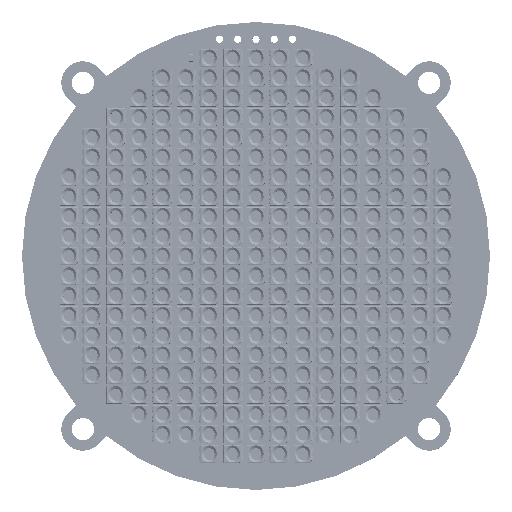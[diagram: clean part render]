
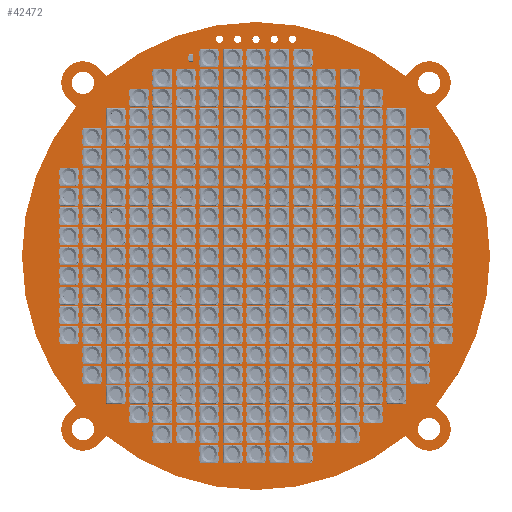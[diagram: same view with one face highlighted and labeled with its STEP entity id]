
A CAD part, top view. The second image highlights one B-rep face of the part: STEP entity #42472.
In plain terms, the highlighted planar face has unit normal (0, 0, 1).
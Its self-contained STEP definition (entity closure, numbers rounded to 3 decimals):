
#42156 = VERTEX_POINT('',#42157);
#42157 = CARTESIAN_POINT('',(-20.762,25.004,1.51));
#42163 = EDGE_CURVE('',#42156,#42164,#42166,.T.);
#42164 = VERTEX_POINT('',#42165);
#42165 = CARTESIAN_POINT('',(20.762,25.004,1.51));
#42166 = CIRCLE('',#42167,32.5);
#42167 = AXIS2_PLACEMENT_3D('',#42168,#42169,#42170);
#42168 = CARTESIAN_POINT('',(0.,0.,1.51)
  );
#42169 = DIRECTION('',(0.,0.,-1.));
#42170 = DIRECTION('',(-0.639,0.769,0.));
#42198 = VERTEX_POINT('',#42199);
#42199 = CARTESIAN_POINT('',(-21.92,26.163,1.51));
#42205 = EDGE_CURVE('',#42198,#42156,#42206,.T.);
#42206 = LINE('',#42207,#42208);
#42207 = CARTESIAN_POINT('',(-21.92,26.163,1.51));
#42208 = VECTOR('',#42209,1.);
#42209 = DIRECTION('',(0.707,-0.707,0.));
#42227 = EDGE_CURVE('',#42164,#42228,#42230,.T.);
#42228 = VERTEX_POINT('',#42229);
#42229 = CARTESIAN_POINT('',(21.92,26.163,1.51));
#42230 = LINE('',#42231,#42232);
#42231 = CARTESIAN_POINT('',(20.762,25.004,1.51));
#42232 = VECTOR('',#42233,1.);
#42233 = DIRECTION('',(0.707,0.707,0.));
#42472 = ADVANCED_FACE('',(#42473,#42587,#42598,#42609,#42620,#42631,
    #42642,#42653,#42664,#42675),#42686,.T.);
#42473 = FACE_BOUND('',#42474,.T.);
#42474 = EDGE_LOOP('',(#42475,#42476,#42477,#42486,#42494,#42503,#42511,
    #42520,#42528,#42537,#42545,#42554,#42562,#42571,#42579,#42586));
#42475 = ORIENTED_EDGE('',*,*,#42163,.F.);
#42476 = ORIENTED_EDGE('',*,*,#42205,.F.);
#42477 = ORIENTED_EDGE('',*,*,#42478,.F.);
#42478 = EDGE_CURVE('',#42479,#42198,#42481,.T.);
#42479 = VERTEX_POINT('',#42480);
#42480 = CARTESIAN_POINT('',(-26.163,21.92,1.51));
#42481 = CIRCLE('',#42482,3.);
#42482 = AXIS2_PLACEMENT_3D('',#42483,#42484,#42485);
#42483 = CARTESIAN_POINT('',(-24.042,24.042,1.51));
#42484 = DIRECTION('',(0.,0.,-1.));
#42485 = DIRECTION('',(-0.707,-0.707,-0.));
#42486 = ORIENTED_EDGE('',*,*,#42487,.F.);
#42487 = EDGE_CURVE('',#42488,#42479,#42490,.T.);
#42488 = VERTEX_POINT('',#42489);
#42489 = CARTESIAN_POINT('',(-25.004,20.762,1.51));
#42490 = LINE('',#42491,#42492);
#42491 = CARTESIAN_POINT('',(-25.004,20.762,1.51));
#42492 = VECTOR('',#42493,1.);
#42493 = DIRECTION('',(-0.707,0.707,0.));
#42494 = ORIENTED_EDGE('',*,*,#42495,.F.);
#42495 = EDGE_CURVE('',#42496,#42488,#42498,.T.);
#42496 = VERTEX_POINT('',#42497);
#42497 = CARTESIAN_POINT('',(-25.004,-20.762,1.51));
#42498 = CIRCLE('',#42499,32.5);
#42499 = AXIS2_PLACEMENT_3D('',#42500,#42501,#42502);
#42500 = CARTESIAN_POINT('',(0.,0.,1.51)
  );
#42501 = DIRECTION('',(0.,0.,-1.));
#42502 = DIRECTION('',(-0.769,-0.639,-0.));
#42503 = ORIENTED_EDGE('',*,*,#42504,.F.);
#42504 = EDGE_CURVE('',#42505,#42496,#42507,.T.);
#42505 = VERTEX_POINT('',#42506);
#42506 = CARTESIAN_POINT('',(-26.163,-21.92,1.51));
#42507 = LINE('',#42508,#42509);
#42508 = CARTESIAN_POINT('',(-26.163,-21.92,1.51));
#42509 = VECTOR('',#42510,1.);
#42510 = DIRECTION('',(0.707,0.707,0.));
#42511 = ORIENTED_EDGE('',*,*,#42512,.F.);
#42512 = EDGE_CURVE('',#42513,#42505,#42515,.T.);
#42513 = VERTEX_POINT('',#42514);
#42514 = CARTESIAN_POINT('',(-21.92,-26.163,1.51));
#42515 = CIRCLE('',#42516,3.);
#42516 = AXIS2_PLACEMENT_3D('',#42517,#42518,#42519);
#42517 = CARTESIAN_POINT('',(-24.042,-24.042,1.51));
#42518 = DIRECTION('',(0.,0.,-1.));
#42519 = DIRECTION('',(0.707,-0.707,0.));
#42520 = ORIENTED_EDGE('',*,*,#42521,.F.);
#42521 = EDGE_CURVE('',#42522,#42513,#42524,.T.);
#42522 = VERTEX_POINT('',#42523);
#42523 = CARTESIAN_POINT('',(-20.762,-25.004,1.51));
#42524 = LINE('',#42525,#42526);
#42525 = CARTESIAN_POINT('',(-20.762,-25.004,1.51));
#42526 = VECTOR('',#42527,1.);
#42527 = DIRECTION('',(-0.707,-0.707,0.));
#42528 = ORIENTED_EDGE('',*,*,#42529,.F.);
#42529 = EDGE_CURVE('',#42530,#42522,#42532,.T.);
#42530 = VERTEX_POINT('',#42531);
#42531 = CARTESIAN_POINT('',(20.762,-25.004,1.51));
#42532 = CIRCLE('',#42533,32.5);
#42533 = AXIS2_PLACEMENT_3D('',#42534,#42535,#42536);
#42534 = CARTESIAN_POINT('',(0.,0.,1.51
    ));
#42535 = DIRECTION('',(-0.,0.,-1.));
#42536 = DIRECTION('',(0.639,-0.769,-0.));
#42537 = ORIENTED_EDGE('',*,*,#42538,.F.);
#42538 = EDGE_CURVE('',#42539,#42530,#42541,.T.);
#42539 = VERTEX_POINT('',#42540);
#42540 = CARTESIAN_POINT('',(21.92,-26.163,1.51));
#42541 = LINE('',#42542,#42543);
#42542 = CARTESIAN_POINT('',(21.92,-26.163,1.51));
#42543 = VECTOR('',#42544,1.);
#42544 = DIRECTION('',(-0.707,0.707,0.));
#42545 = ORIENTED_EDGE('',*,*,#42546,.F.);
#42546 = EDGE_CURVE('',#42547,#42539,#42549,.T.);
#42547 = VERTEX_POINT('',#42548);
#42548 = CARTESIAN_POINT('',(26.163,-21.92,1.51));
#42549 = CIRCLE('',#42550,3.);
#42550 = AXIS2_PLACEMENT_3D('',#42551,#42552,#42553);
#42551 = CARTESIAN_POINT('',(24.042,-24.042,1.51));
#42552 = DIRECTION('',(0.,0.,-1.));
#42553 = DIRECTION('',(0.707,0.707,0.));
#42554 = ORIENTED_EDGE('',*,*,#42555,.F.);
#42555 = EDGE_CURVE('',#42556,#42547,#42558,.T.);
#42556 = VERTEX_POINT('',#42557);
#42557 = CARTESIAN_POINT('',(25.004,-20.762,1.51));
#42558 = LINE('',#42559,#42560);
#42559 = CARTESIAN_POINT('',(25.004,-20.762,1.51));
#42560 = VECTOR('',#42561,1.);
#42561 = DIRECTION('',(0.707,-0.707,0.));
#42562 = ORIENTED_EDGE('',*,*,#42563,.F.);
#42563 = EDGE_CURVE('',#42564,#42556,#42566,.T.);
#42564 = VERTEX_POINT('',#42565);
#42565 = CARTESIAN_POINT('',(25.004,20.762,1.51));
#42566 = CIRCLE('',#42567,32.5);
#42567 = AXIS2_PLACEMENT_3D('',#42568,#42569,#42570);
#42568 = CARTESIAN_POINT('',(0.,0.,1.51
    ));
#42569 = DIRECTION('',(0.,0.,-1.));
#42570 = DIRECTION('',(0.769,0.639,0.));
#42571 = ORIENTED_EDGE('',*,*,#42572,.F.);
#42572 = EDGE_CURVE('',#42573,#42564,#42575,.T.);
#42573 = VERTEX_POINT('',#42574);
#42574 = CARTESIAN_POINT('',(26.163,21.92,1.51));
#42575 = LINE('',#42576,#42577);
#42576 = CARTESIAN_POINT('',(26.163,21.92,1.51));
#42577 = VECTOR('',#42578,1.);
#42578 = DIRECTION('',(-0.707,-0.707,0.));
#42579 = ORIENTED_EDGE('',*,*,#42580,.F.);
#42580 = EDGE_CURVE('',#42228,#42573,#42581,.T.);
#42581 = CIRCLE('',#42582,3.);
#42582 = AXIS2_PLACEMENT_3D('',#42583,#42584,#42585);
#42583 = CARTESIAN_POINT('',(24.042,24.042,1.51));
#42584 = DIRECTION('',(0.,0.,-1.));
#42585 = DIRECTION('',(-0.707,0.707,-0.));
#42586 = ORIENTED_EDGE('',*,*,#42227,.F.);
#42587 = FACE_BOUND('',#42588,.T.);
#42588 = EDGE_LOOP('',(#42589));
#42589 = ORIENTED_EDGE('',*,*,#42590,.T.);
#42590 = EDGE_CURVE('',#42591,#42591,#42593,.T.);
#42591 = VERTEX_POINT('',#42592);
#42592 = CARTESIAN_POINT('',(-24.042,-25.592,1.51));
#42593 = CIRCLE('',#42594,1.55);
#42594 = AXIS2_PLACEMENT_3D('',#42595,#42596,#42597);
#42595 = CARTESIAN_POINT('',(-24.042,-24.042,1.51));
#42596 = DIRECTION('',(-0.,0.,-1.));
#42597 = DIRECTION('',(-0.,-1.,0.));
#42598 = FACE_BOUND('',#42599,.T.);
#42599 = EDGE_LOOP('',(#42600));
#42600 = ORIENTED_EDGE('',*,*,#42601,.T.);
#42601 = EDGE_CURVE('',#42602,#42602,#42604,.T.);
#42602 = VERTEX_POINT('',#42603);
#42603 = CARTESIAN_POINT('',(24.042,-25.592,1.51));
#42604 = CIRCLE('',#42605,1.55);
#42605 = AXIS2_PLACEMENT_3D('',#42606,#42607,#42608);
#42606 = CARTESIAN_POINT('',(24.042,-24.042,1.51));
#42607 = DIRECTION('',(-0.,0.,-1.));
#42608 = DIRECTION('',(-0.,-1.,0.));
#42609 = FACE_BOUND('',#42610,.T.);
#42610 = EDGE_LOOP('',(#42611));
#42611 = ORIENTED_EDGE('',*,*,#42612,.T.);
#42612 = EDGE_CURVE('',#42613,#42613,#42615,.T.);
#42613 = VERTEX_POINT('',#42614);
#42614 = CARTESIAN_POINT('',(-24.042,22.492,1.51));
#42615 = CIRCLE('',#42616,1.55);
#42616 = AXIS2_PLACEMENT_3D('',#42617,#42618,#42619);
#42617 = CARTESIAN_POINT('',(-24.042,24.042,1.51));
#42618 = DIRECTION('',(-0.,0.,-1.));
#42619 = DIRECTION('',(0.,-1.,-0.));
#42620 = FACE_BOUND('',#42621,.T.);
#42621 = EDGE_LOOP('',(#42622));
#42622 = ORIENTED_EDGE('',*,*,#42623,.T.);
#42623 = EDGE_CURVE('',#42624,#42624,#42626,.T.);
#42624 = VERTEX_POINT('',#42625);
#42625 = CARTESIAN_POINT('',(-5.08,29.6,1.51));
#42626 = CIRCLE('',#42627,0.5);
#42627 = AXIS2_PLACEMENT_3D('',#42628,#42629,#42630);
#42628 = CARTESIAN_POINT('',(-5.08,30.1,1.51));
#42629 = DIRECTION('',(-0.,0.,-1.));
#42630 = DIRECTION('',(-0.,-1.,0.));
#42631 = FACE_BOUND('',#42632,.T.);
#42632 = EDGE_LOOP('',(#42633));
#42633 = ORIENTED_EDGE('',*,*,#42634,.T.);
#42634 = EDGE_CURVE('',#42635,#42635,#42637,.T.);
#42635 = VERTEX_POINT('',#42636);
#42636 = CARTESIAN_POINT('',(-2.54,29.6,1.51));
#42637 = CIRCLE('',#42638,0.5);
#42638 = AXIS2_PLACEMENT_3D('',#42639,#42640,#42641);
#42639 = CARTESIAN_POINT('',(-2.54,30.1,1.51));
#42640 = DIRECTION('',(-0.,0.,-1.));
#42641 = DIRECTION('',(-0.,-1.,0.));
#42642 = FACE_BOUND('',#42643,.T.);
#42643 = EDGE_LOOP('',(#42644));
#42644 = ORIENTED_EDGE('',*,*,#42645,.T.);
#42645 = EDGE_CURVE('',#42646,#42646,#42648,.T.);
#42646 = VERTEX_POINT('',#42647);
#42647 = CARTESIAN_POINT('',(0.,29.6,1.51));
#42648 = CIRCLE('',#42649,0.5);
#42649 = AXIS2_PLACEMENT_3D('',#42650,#42651,#42652);
#42650 = CARTESIAN_POINT('',(0.,30.1,1.51));
#42651 = DIRECTION('',(-0.,0.,-1.));
#42652 = DIRECTION('',(0.,-1.,-0.));
#42653 = FACE_BOUND('',#42654,.T.);
#42654 = EDGE_LOOP('',(#42655));
#42655 = ORIENTED_EDGE('',*,*,#42656,.T.);
#42656 = EDGE_CURVE('',#42657,#42657,#42659,.T.);
#42657 = VERTEX_POINT('',#42658);
#42658 = CARTESIAN_POINT('',(2.54,29.6,1.51));
#42659 = CIRCLE('',#42660,0.5);
#42660 = AXIS2_PLACEMENT_3D('',#42661,#42662,#42663);
#42661 = CARTESIAN_POINT('',(2.54,30.1,1.51));
#42662 = DIRECTION('',(-0.,0.,-1.));
#42663 = DIRECTION('',(-0.,-1.,0.));
#42664 = FACE_BOUND('',#42665,.T.);
#42665 = EDGE_LOOP('',(#42666));
#42666 = ORIENTED_EDGE('',*,*,#42667,.T.);
#42667 = EDGE_CURVE('',#42668,#42668,#42670,.T.);
#42668 = VERTEX_POINT('',#42669);
#42669 = CARTESIAN_POINT('',(5.08,29.6,1.51));
#42670 = CIRCLE('',#42671,0.5);
#42671 = AXIS2_PLACEMENT_3D('',#42672,#42673,#42674);
#42672 = CARTESIAN_POINT('',(5.08,30.1,1.51));
#42673 = DIRECTION('',(-0.,0.,-1.));
#42674 = DIRECTION('',(-0.,-1.,0.));
#42675 = FACE_BOUND('',#42676,.T.);
#42676 = EDGE_LOOP('',(#42677));
#42677 = ORIENTED_EDGE('',*,*,#42678,.T.);
#42678 = EDGE_CURVE('',#42679,#42679,#42681,.T.);
#42679 = VERTEX_POINT('',#42680);
#42680 = CARTESIAN_POINT('',(24.05,22.5,1.51));
#42681 = CIRCLE('',#42682,1.55);
#42682 = AXIS2_PLACEMENT_3D('',#42683,#42684,#42685);
#42683 = CARTESIAN_POINT('',(24.05,24.05,1.51));
#42684 = DIRECTION('',(-0.,0.,-1.));
#42685 = DIRECTION('',(0.,-1.,0.));
#42686 = PLANE('',#42687);
#42687 = AXIS2_PLACEMENT_3D('',#42688,#42689,#42690);
#42688 = CARTESIAN_POINT('',(0.,0.,1.51));
#42689 = DIRECTION('',(0.,0.,1.));
#42690 = DIRECTION('',(1.,0.,-0.));
